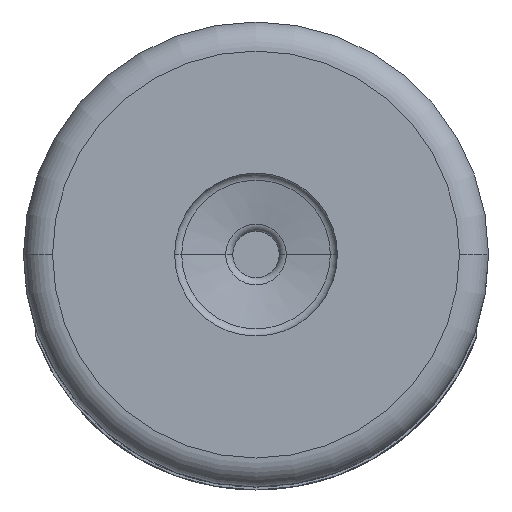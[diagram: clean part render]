
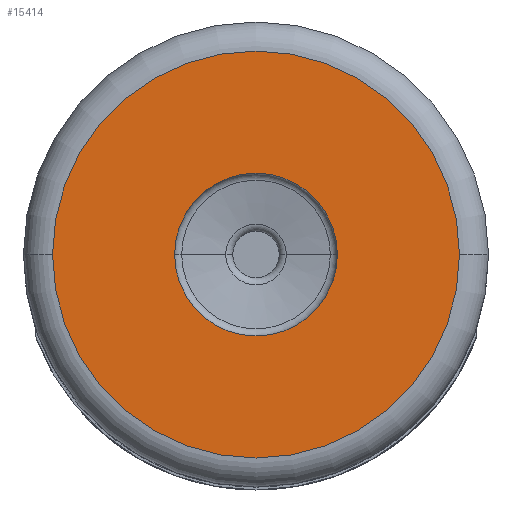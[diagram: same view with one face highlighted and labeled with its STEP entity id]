
A CAD part, front view. The second image highlights one B-rep face of the part: STEP entity #15414.
In plain terms, the highlighted planar face has unit normal (0, -1, 0).
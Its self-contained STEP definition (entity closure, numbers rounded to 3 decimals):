
#2051=CARTESIAN_POINT('',(0.,-4.,0.));
#2052=DIRECTION('',(0.,-1.,0.));
#2053=DIRECTION('',(1.,0.,0.));
#2054=AXIS2_PLACEMENT_3D('',#2051,#2052,#2053);
#2066=CARTESIAN_POINT('',(0.,-4.,0.));
#2067=DIRECTION('',(0.,-1.,0.));
#2068=DIRECTION('',(-1.,0.,0.));
#2069=AXIS2_PLACEMENT_3D('',#2066,#2067,#2068);
#2071=CARTESIAN_POINT('',(0.,-4.,0.));
#2072=DIRECTION('',(0.,-1.,0.));
#2073=DIRECTION('',(1.,0.,0.));
#2074=AXIS2_PLACEMENT_3D('',#2071,#2072,#2073);
#2076=CARTESIAN_POINT('',(0.,-4.,0.));
#2077=DIRECTION('',(0.,-1.,0.));
#2078=DIRECTION('',(-1.,0.,0.));
#2079=AXIS2_PLACEMENT_3D('',#2076,#2077,#2078);
#13322=CARTESIAN_POINT('',(-1.4,-4.,0.));
#13323=CARTESIAN_POINT('',(1.4,-4.,0.));
#13324=VERTEX_POINT('',#13322);
#13325=VERTEX_POINT('',#13323);
#13326=CARTESIAN_POINT('',(3.5,-4.,0.));
#13327=CARTESIAN_POINT('',(-3.5,-4.,0.));
#13328=VERTEX_POINT('',#13326);
#13329=VERTEX_POINT('',#13327);
#15398=CARTESIAN_POINT('',(0.,-4.,0.));
#15399=DIRECTION('',(0.,1.,0.));
#15400=DIRECTION('',(1.,0.,0.));
#15401=AXIS2_PLACEMENT_3D('',#15398,#15399,#15400);
#15402=PLANE('',#15401);
#15403=ORIENTED_EDGE('',*,*,#15388,.F.);
#15405=ORIENTED_EDGE('',*,*,#15404,.F.);
#15406=EDGE_LOOP('',(#15403,#15405));
#15407=FACE_OUTER_BOUND('',#15406,.F.);
#15409=ORIENTED_EDGE('',*,*,#15408,.T.);
#15411=ORIENTED_EDGE('',*,*,#15410,.T.);
#15412=EDGE_LOOP('',(#15409,#15411));
#15413=FACE_BOUND('',#15412,.F.);
#15414=ADVANCED_FACE('',(#15407,#15413),#15402,.F.);
#2055=CIRCLE('',#2054,3.5);
#2070=CIRCLE('',#2069,1.4);
#2075=CIRCLE('',#2074,1.4);
#2080=CIRCLE('',#2079,3.5);
#15388=EDGE_CURVE('',#13328,#13329,#2055,.T.);
#15404=EDGE_CURVE('',#13329,#13328,#2080,.T.);
#15408=EDGE_CURVE('',#13324,#13325,#2070,.T.);
#15410=EDGE_CURVE('',#13325,#13324,#2075,.T.);
